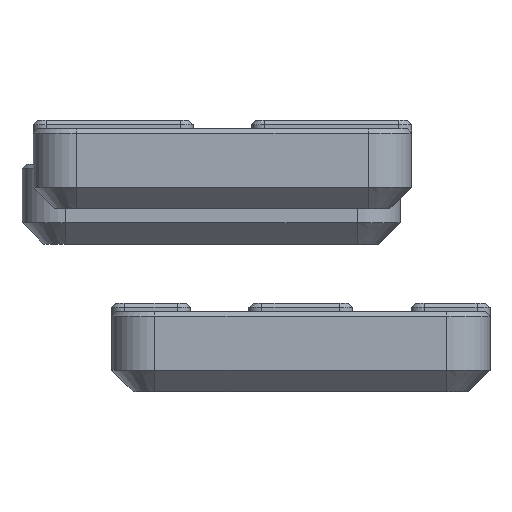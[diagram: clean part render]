
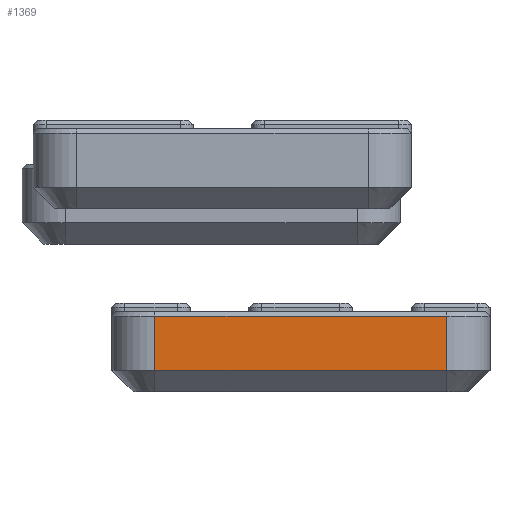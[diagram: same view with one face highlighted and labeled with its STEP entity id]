
A CAD part, left-side view. The second image highlights one B-rep face of the part: STEP entity #1369.
In plain terms, the highlighted planar face has unit normal (-1, 0, 0).
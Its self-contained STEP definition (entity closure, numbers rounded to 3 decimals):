
#706 = EDGE_CURVE ( 'NONE', #6012, #8972, #5930, .T. ) ;
#1084 = LINE ( 'NONE', #2683, #10559 ) ;
#1369 = ADVANCED_FACE ( 'NONE', ( #3213 ), #10852, .F. ) ;
#1399 = DIRECTION ( 'NONE',  ( 0., 0., -1. ) ) ;
#1566 = CARTESIAN_POINT ( 'NONE',  ( 0., -4., 2. ) ) ;
#2125 = ORIENTED_EDGE ( 'NONE', *, *, #8136, .T. ) ;
#2392 = VECTOR ( 'NONE', #3694, 1000. ) ;
#2683 = CARTESIAN_POINT ( 'NONE',  ( 0., -4., 3.4 ) ) ;
#2695 = DIRECTION ( 'NONE',  ( 0., 1., 0. ) ) ;
#2879 = CARTESIAN_POINT ( 'NONE',  ( 0., -31., 2. ) ) ;
#3213 = FACE_OUTER_BOUND ( 'NONE', #9126, .T. ) ;
#3361 = VECTOR ( 'NONE', #2695, 1000. ) ;
#3363 = CARTESIAN_POINT ( 'NONE',  ( 0., -31., 3.4 ) ) ;
#3694 = DIRECTION ( 'NONE',  ( 0., -1., 0. ) ) ;
#3705 = DIRECTION ( 'NONE',  ( 0., 0., -1. ) ) ;
#3724 = EDGE_CURVE ( 'NONE', #10282, #10853, #1084, .T. ) ;
#3810 = VECTOR ( 'NONE', #5986, 1000. ) ;
#4819 = CARTESIAN_POINT ( 'NONE',  ( 0., -35., 3.4 ) ) ;
#5061 = AXIS2_PLACEMENT_3D ( 'NONE', #4819, #10054, #1399 ) ;
#5321 = LINE ( 'NONE', #6288, #3361 ) ;
#5455 = CARTESIAN_POINT ( 'NONE',  ( 0., -31., 2. ) ) ;
#5930 = LINE ( 'NONE', #3363, #3810 ) ;
#5986 = DIRECTION ( 'NONE',  ( 0., 0., 1. ) ) ;
#6012 = VERTEX_POINT ( 'NONE', #2879 ) ;
#6288 = CARTESIAN_POINT ( 'NONE',  ( 0., -4., 7. ) ) ;
#6970 = ORIENTED_EDGE ( 'NONE', *, *, #7314, .T. ) ;
#7314 = EDGE_CURVE ( 'NONE', #10853, #6012, #8015, .T. ) ;
#8013 = CARTESIAN_POINT ( 'NONE',  ( 0., -4., 7. ) ) ;
#8015 = LINE ( 'NONE', #5455, #2392 ) ;
#8136 = EDGE_CURVE ( 'NONE', #8972, #10282, #5321, .T. ) ;
#8573 = ORIENTED_EDGE ( 'NONE', *, *, #3724, .T. ) ;
#8785 = ORIENTED_EDGE ( 'NONE', *, *, #706, .T. ) ;
#8972 = VERTEX_POINT ( 'NONE', #9672 ) ;
#9126 = EDGE_LOOP ( 'NONE', ( #8573, #6970, #8785, #2125 ) ) ;
#9672 = CARTESIAN_POINT ( 'NONE',  ( 0., -31., 7. ) ) ;
#10054 = DIRECTION ( 'NONE',  ( 1., 0., 0. ) ) ;
#10282 = VERTEX_POINT ( 'NONE', #8013 ) ;
#10559 = VECTOR ( 'NONE', #3705, 1000. ) ;
#10852 = PLANE ( 'NONE',  #5061 ) ;
#10853 = VERTEX_POINT ( 'NONE', #1566 ) ;
